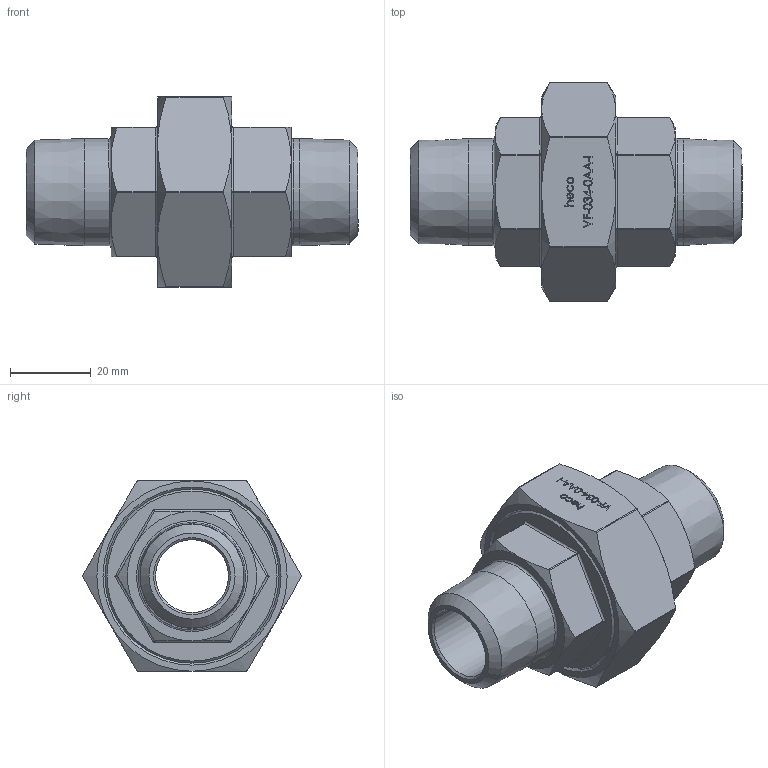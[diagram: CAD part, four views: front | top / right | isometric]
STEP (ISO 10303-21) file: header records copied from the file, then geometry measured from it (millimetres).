
FILE_DESCRIPTION (( 'STEP AP214' ), '1' );
FILE_NAME ('heco_VF-034-0AA-I.STEP', '2016-07-06T07:18:17', ( '' ), ( '' ), 'SwSTEP 2.0', 'SolidWorks 2011', '' );
FILE_SCHEMA (( 'AUTOMOTIVE_DESIGN' ));
Length unit declared in the file: millimetre
Products named in the file (1): heco_VF-034-0AA-I
Bounding box: 82 x 54.18 x 47.05 mm (x, y, z)
Volume: 51907.7 mm3; surface area: 17036.2 mm2
Topology: 1 solids, 1 shells, 289 faces, 709 edges, 441 vertices
Faces by surface type: plane 135, bspline 79, cylinder 38, cone 34, torus 3
Full cylindrical faces by diameter (mm): 18 x2, 22 x1, 26.441 x2, 41 x1, 42.4 x1, 43 x1
Entity records: 14139 total; most frequent: CARTESIAN_POINT 6360, ORIENTED_EDGE 1346, DIRECTION 905, EDGE_CURVE 673, VERTEX_POINT 438, LINE 379, VECTOR 379, EDGE_LOOP 343
